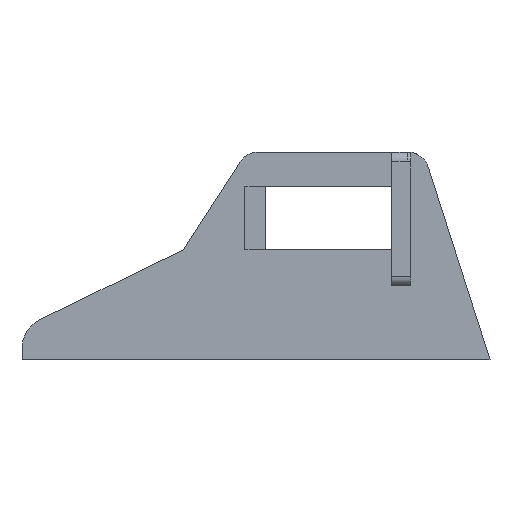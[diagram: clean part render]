
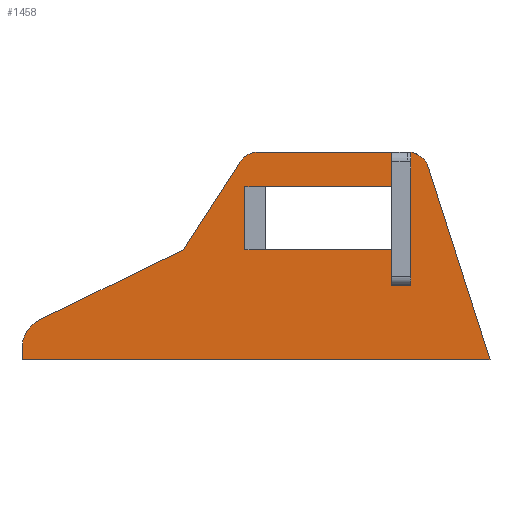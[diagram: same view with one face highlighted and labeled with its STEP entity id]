
A CAD part, front view. The second image highlights one B-rep face of the part: STEP entity #1458.
In plain terms, the highlighted planar face has unit normal (0, -1, 0).
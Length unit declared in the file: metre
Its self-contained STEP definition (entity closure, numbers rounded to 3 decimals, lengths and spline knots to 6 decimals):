
#125=LINE('',#2343,#256);
#129=LINE('',#2351,#260);
#134=LINE('',#2384,#265);
#135=LINE('',#2386,#266);
#136=LINE('',#2387,#267);
#137=LINE('',#2389,#268);
#138=LINE('',#2391,#269);
#139=LINE('',#2393,#270);
#140=LINE('',#2395,#271);
#141=LINE('',#2396,#272);
#142=LINE('',#2400,#273);
#143=LINE('',#2402,#274);
#144=LINE('',#2406,#275);
#145=LINE('',#2408,#276);
#146=LINE('',#2410,#277);
#256=VECTOR('',#1929,1.);
#260=VECTOR('',#1933,1.);
#265=VECTOR('',#1956,1.);
#266=VECTOR('',#1959,1.);
#267=VECTOR('',#1960,1.);
#268=VECTOR('',#1961,1.);
#269=VECTOR('',#1962,1.);
#270=VECTOR('',#1963,1.);
#271=VECTOR('',#1964,1.);
#272=VECTOR('',#1965,1.);
#273=VECTOR('',#1968,1.);
#274=VECTOR('',#1969,1.);
#275=VECTOR('',#1972,1.);
#276=VECTOR('',#1973,1.);
#277=VECTOR('',#1974,1.);
#560=ORIENTED_EDGE('',*,*,#836,.T.);
#561=ORIENTED_EDGE('',*,*,#837,.T.);
#562=ORIENTED_EDGE('',*,*,#822,.F.);
#563=ORIENTED_EDGE('',*,*,#838,.T.);
#564=ORIENTED_EDGE('',*,*,#839,.T.);
#565=ORIENTED_EDGE('',*,*,#840,.F.);
#566=ORIENTED_EDGE('',*,*,#841,.F.);
#567=ORIENTED_EDGE('',*,*,#842,.F.);
#568=ORIENTED_EDGE('',*,*,#818,.F.);
#569=ORIENTED_EDGE('',*,*,#843,.T.);
#570=ORIENTED_EDGE('',*,*,#844,.T.);
#571=ORIENTED_EDGE('',*,*,#845,.T.);
#572=ORIENTED_EDGE('',*,*,#846,.T.);
#573=ORIENTED_EDGE('',*,*,#847,.T.);
#574=ORIENTED_EDGE('',*,*,#848,.T.);
#575=ORIENTED_EDGE('',*,*,#849,.T.);
#576=ORIENTED_EDGE('',*,*,#850,.T.);
#577=ORIENTED_EDGE('',*,*,#851,.T.);
#818=EDGE_CURVE('',#981,#982,#125,.T.);
#822=EDGE_CURVE('',#985,#986,#129,.T.);
#836=EDGE_CURVE('',#995,#999,#134,.T.);
#837=EDGE_CURVE('',#999,#986,#135,.T.);
#838=EDGE_CURVE('',#985,#1000,#136,.T.);
#839=EDGE_CURVE('',#1000,#1001,#137,.T.);
#840=EDGE_CURVE('',#1002,#1001,#138,.T.);
#841=EDGE_CURVE('',#1003,#1002,#139,.T.);
#842=EDGE_CURVE('',#982,#1003,#140,.T.);
#843=EDGE_CURVE('',#981,#1004,#141,.T.);
#844=EDGE_CURVE('',#1004,#1005,#1082,.T.);
#845=EDGE_CURVE('',#1005,#1006,#142,.T.);
#846=EDGE_CURVE('',#1006,#1007,#143,.T.);
#847=EDGE_CURVE('',#1007,#1008,#1083,.T.);
#848=EDGE_CURVE('',#1008,#1009,#144,.T.);
#849=EDGE_CURVE('',#1009,#1010,#145,.T.);
#850=EDGE_CURVE('',#1010,#1011,#146,.T.);
#851=EDGE_CURVE('',#1011,#995,#1084,.T.);
#981=VERTEX_POINT('',#2342);
#982=VERTEX_POINT('',#2344);
#985=VERTEX_POINT('',#2350);
#986=VERTEX_POINT('',#2352);
#995=VERTEX_POINT('',#2371);
#999=VERTEX_POINT('',#2383);
#1000=VERTEX_POINT('',#2388);
#1001=VERTEX_POINT('',#2390);
#1002=VERTEX_POINT('',#2392);
#1003=VERTEX_POINT('',#2394);
#1004=VERTEX_POINT('',#2397);
#1005=VERTEX_POINT('',#2399);
#1006=VERTEX_POINT('',#2401);
#1007=VERTEX_POINT('',#2403);
#1008=VERTEX_POINT('',#2405);
#1009=VERTEX_POINT('',#2407);
#1010=VERTEX_POINT('',#2409);
#1011=VERTEX_POINT('',#2411);
#1082=CIRCLE('',#1626,0.007);
#1083=CIRCLE('',#1627,0.01);
#1084=CIRCLE('',#1628,0.007);
#1188=EDGE_LOOP('',(#560,#561,#562,#563,#564,#565,#566,#567,#568,#569,#570,
#571,#572,#573,#574,#575,#576,#577));
#1323=FACE_BOUND('',#1188,.T.);
#1393=PLANE('',#1625);
#1458=ADVANCED_FACE('',(#1323),#1393,.F.);
#1625=AXIS2_PLACEMENT_3D('',#2385,#1957,#1958);
#1626=AXIS2_PLACEMENT_3D('',#2398,#1966,#1967);
#1627=AXIS2_PLACEMENT_3D('',#2404,#1970,#1971);
#1628=AXIS2_PLACEMENT_3D('',#2412,#1975,#1976);
#1929=DIRECTION('',(0.,0.,-1.));
#1933=DIRECTION('',(0.,0.,-1.));
#1956=DIRECTION('',(0.,0.,-1.));
#1957=DIRECTION('',(0.,1.,0.));
#1958=DIRECTION('',(1.,0.,0.));
#1959=DIRECTION('',(-1.,0.,0.));
#1960=DIRECTION('',(-1.,0.,0.));
#1961=DIRECTION('',(-1.,0.,0.));
#1962=DIRECTION('',(0.,0.,-1.));
#1963=DIRECTION('',(-1.,0.,0.));
#1964=DIRECTION('',(-1.,0.,0.));
#1965=DIRECTION('',(-1.,0.,0.));
#1966=DIRECTION('',(0.,-1.,0.));
#1967=DIRECTION('',(0.,0.,-1.));
#1968=DIRECTION('',(-0.542,0.,-0.84));
#1969=DIRECTION('',(-0.899,0.,-0.439));
#1970=DIRECTION('',(0.,-1.,0.));
#1971=DIRECTION('',(0.,0.,-1.));
#1972=DIRECTION('',(0.,0.,-1.));
#1973=DIRECTION('',(1.,0.,0.));
#1974=DIRECTION('',(-0.305,0.,0.952));
#1975=DIRECTION('',(0.,-1.,0.));
#1976=DIRECTION('',(0.,0.,-1.));
#2342=CARTESIAN_POINT('',(0.03,-0.468,0.011));
#2343=CARTESIAN_POINT('',(0.03,-0.468,-0.014403));
#2344=CARTESIAN_POINT('',(0.03,-0.468,0.));
#2350=CARTESIAN_POINT('',(0.03,-0.468,-0.02));
#2351=CARTESIAN_POINT('',(0.03,-0.468,-0.014403));
#2352=CARTESIAN_POINT('',(0.03,-0.468,-0.03146));
#2371=CARTESIAN_POINT('',(0.0361,-0.468,0.010908));
#2383=CARTESIAN_POINT('',(0.0361,-0.468,-0.03146));
#2384=CARTESIAN_POINT('',(0.0361,-0.468,-0.01));
#2385=CARTESIAN_POINT('',(-0.013062,-0.468,-0.022));
#2386=CARTESIAN_POINT('',(0.03305,-0.468,-0.03146));
#2387=CARTESIAN_POINT('',(0.01,-0.468,-0.02));
#2388=CARTESIAN_POINT('',(-0.01,-0.468,-0.02));
#2389=CARTESIAN_POINT('',(-0.01305,-0.468,-0.02));
#2390=CARTESIAN_POINT('',(-0.0166,-0.468,-0.02));
#2391=CARTESIAN_POINT('',(-0.0166,-0.468,-0.01));
#2392=CARTESIAN_POINT('',(-0.0166,-0.468,0.));
#2393=CARTESIAN_POINT('',(-0.01305,-0.468,0.));
#2394=CARTESIAN_POINT('',(-0.01,-0.468,0.));
#2395=CARTESIAN_POINT('',(0.01,-0.468,0.));
#2396=CARTESIAN_POINT('',(0.011342,-0.468,0.011));
#2397=CARTESIAN_POINT('',(-0.012286,-0.468,0.011));
#2398=CARTESIAN_POINT('',(-0.012286,-0.468,0.004));
#2399=CARTESIAN_POINT('',(-0.018168,-0.468,0.007795));
#2400=CARTESIAN_POINT('',(-0.027134,-0.468,-0.006103));
#2401=CARTESIAN_POINT('',(-0.0361,-0.468,-0.02));
#2402=CARTESIAN_POINT('',(-0.058905,-0.468,-0.03113));
#2403=CARTESIAN_POINT('',(-0.081711,-0.468,-0.04226));
#2404=CARTESIAN_POINT('',(-0.077325,-0.468,-0.051247));
#2405=CARTESIAN_POINT('',(-0.087325,-0.468,-0.051247));
#2406=CARTESIAN_POINT('',(-0.087325,-0.468,-0.053123));
#2407=CARTESIAN_POINT('',(-0.087325,-0.468,-0.055));
#2408=CARTESIAN_POINT('',(-0.013062,-0.468,-0.055));
#2409=CARTESIAN_POINT('',(0.0612,-0.468,-0.055));
#2410=CARTESIAN_POINT('',(0.051419,-0.468,-0.024433));
#2411=CARTESIAN_POINT('',(0.041637,-0.468,0.006133));
#2412=CARTESIAN_POINT('',(0.03497,-0.468,0.004));
